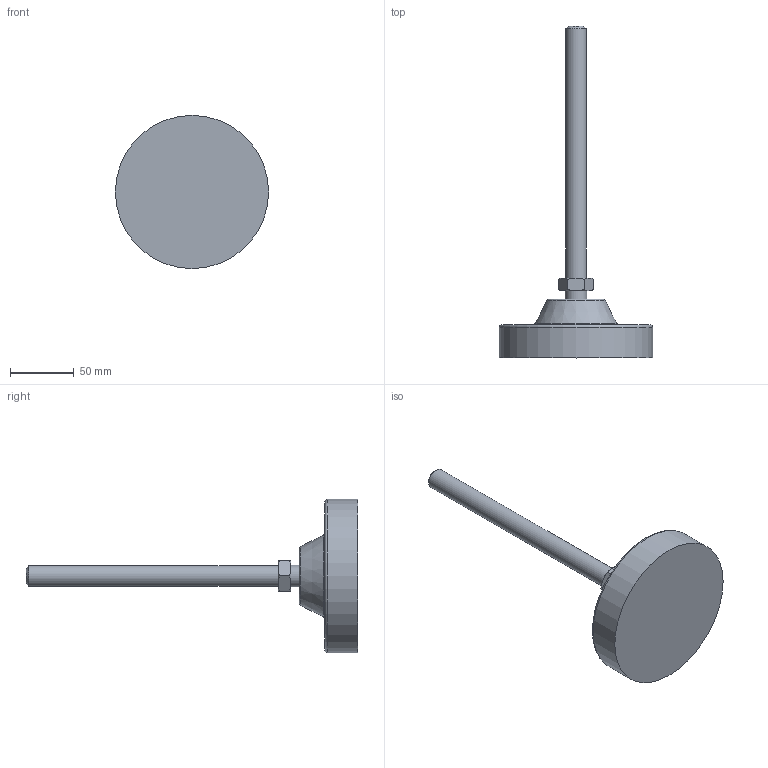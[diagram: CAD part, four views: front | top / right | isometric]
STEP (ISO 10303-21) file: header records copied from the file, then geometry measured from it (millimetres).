
FILE_DESCRIPTION(/* description */ ('PIEDE SNODATO ANTIV. D=120 H=260 M16'),/* implementation_level */ '2;1');
FILE_NAME(/* name */ 'CPDSN0000017.stp',/* time_stamp */ '2019-06-19T11:13:55+02:00',/* author */ ('fzagni'),/* organization */ (''),/* preprocessor_version */ 'ST-DEVELOPER v17.2',/* originating_system */ 'Autodesk Inventor 2019',/* authorisation */ '');
FILE_SCHEMA (('AUTOMOTIVE_DESIGN { 1 0 10303 214 3 1 1 }'));
Length unit declared in the file: millimetre
Products named in the file (3): CPDSN0000017; 440000013166; 440000013167
Assembly tree (2 placements, depth 2):
  CPDSN0000017
    440000013166
    440000013167
Bounding box: 120 x 260 x 120 mm (x, y, z)
Volume: 388853.7 mm3; surface area: 48597 mm2
Topology: 2 solids, 2 shells, 24 faces, 58 edges, 40 vertices
Faces by surface type: plane 12, cone 4, torus 3, cylinder 3, bspline 1, sphere 1
Full cylindrical faces by diameter (mm): 16 x1, 17 x1, 120 x1
Entity records: 849 total; most frequent: CARTESIAN_POINT 201, DIRECTION 123, ORIENTED_EDGE 112, EDGE_CURVE 56, AXIS2_PLACEMENT_3D 55, VERTEX_POINT 40, EDGE_LOOP 28, CIRCLE 27
